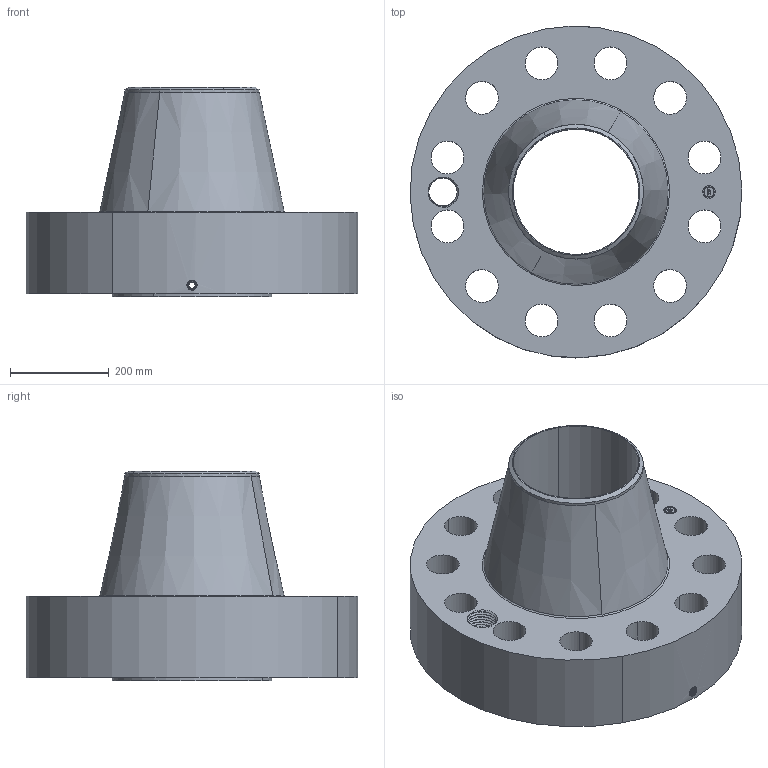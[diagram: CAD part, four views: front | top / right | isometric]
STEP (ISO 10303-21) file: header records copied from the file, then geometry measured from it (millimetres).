
FILE_DESCRIPTION(('3D STEP'),'2;1');
FILE_NAME('10-2500-RF-WELD-NECK-STD-ORIF-FLANGE.stp','2013-11-04T05:09:09+00:00',('Texas Flange'),(''),'CATIA Version 5 Release 20 SP 6 (IN-10)','CATIA V5 STEP AP214','800-826-3801');
FILE_SCHEMA(('AUTOMOTIVE_DESIGN { 1 0 10303 214 1 1 1 1 }'));
Length unit declared in the file: inch
Products named in the file (1): 10-2500-RF-WELD-NECK-STD-ORIF-FLANGE
Bounding box: 672.91 x 673.1 x 425.45 mm (x, y, z)
Volume: 50999202.9 mm3; surface area: 1900025.1 mm2
Topology: 1 solids, 1 shells, 843 faces, 2287 edges, 1465 vertices
Faces by surface type: plane 369, bspline 296, cylinder 124, cone 48, revolution 4, torus 2
Entity records: 36932 total; most frequent: CARTESIAN_POINT 16480, ORIENTED_EDGE 4574, EDGE_CURVE 2287, DIRECTION 2120, VERTEX_POINT 1465, VECTOR 1211, LINE 1211, B_SPLINE_CURVE_WITH_KNOTS 949
